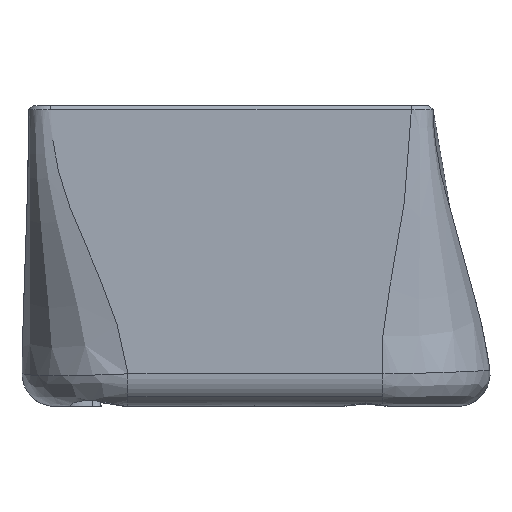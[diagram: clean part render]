
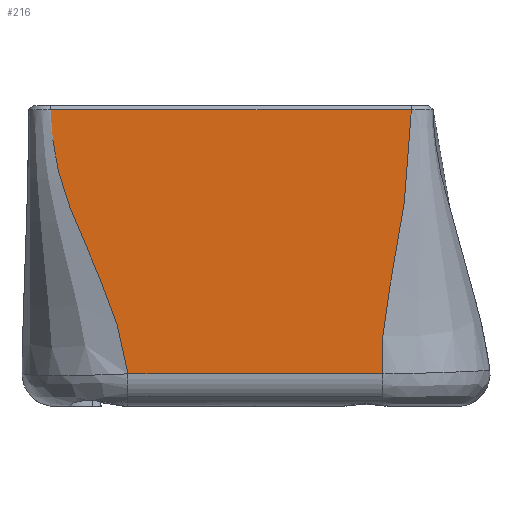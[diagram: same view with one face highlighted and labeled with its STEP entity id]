
A CAD part, left-side view. The second image highlights one B-rep face of the part: STEP entity #216.
In plain terms, the highlighted planar face has unit normal (-1, 0, 0).
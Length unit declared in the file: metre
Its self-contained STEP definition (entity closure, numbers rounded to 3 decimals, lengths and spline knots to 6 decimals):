
#216=ADVANCED_FACE('0:362',(#584),#585,.F.);
#584=FACE_OUTER_BOUND('',#15504,.T.);
#585=PLANE('',#15505);
#15504=EDGE_LOOP('',(#18711,#18712,#18713,#18714));
#15505=AXIS2_PLACEMENT_3D('',#18715,#18716,#18717);
#18711=ORIENTED_EDGE('',*,*,#19257,.F.);
#18712=ORIENTED_EDGE('',*,*,#19256,.F.);
#18713=ORIENTED_EDGE('',*,*,#18957,.F.);
#18714=ORIENTED_EDGE('',*,*,#19258,.F.);
#18715=CARTESIAN_POINT('',(-0.078,-0.0011,-0.117096));
#18716=DIRECTION('',(1.0,0.0,0.0));
#18717=DIRECTION('',(0.0,1.0,0.0));
#18957=EDGE_CURVE('0:698',#19563,#19565,#19566,.T.);
#19256=EDGE_CURVE('0:1307',#19565,#20006,#20008,.T.);
#19257=EDGE_CURVE('0:1310',#20006,#20009,#20010,.T.);
#19258=EDGE_CURVE('0:1313',#20009,#19563,#20011,.T.);
#19563=VERTEX_POINT('',#21607);
#19565=VERTEX_POINT('',#21609);
#19566=LINE('',#21610,#21611);
#20006=VERTEX_POINT('',#23899);
#20008=B_SPLINE_CURVE_WITH_KNOTS('',3,(#23916,#23917,#23918,#23919,#23920,#23921,#23922,#23923,#23924,#23925,#23926,#23927,#23928,#23929,#23930,#23931,#23932,#23933,#23934,#23935),.UNSPECIFIED.,.F.,.F.,(4,2,2,2,2,2,2,2,2,4),(-0.027014,-0.023632,-0.019323,-0.017168,-0.015014,-0.010705,-0.006396,-0.004241,-0.002087,0.),.UNSPECIFIED.);
#20009=VERTEX_POINT('',#23936);
#20010=LINE('',#23937,#23938);
#20011=B_SPLINE_CURVE_WITH_KNOTS('',3,(#23939,#23940,#23941,#23942,#23943,#23944,#23945,#23946,#23947,#23948,#23949,#23950,#23951,#23952,#23953,#23954,#23955,#23956,#23957,#23958,#23959,#23960,#23961,#23962,#23963,#23964),.UNSPECIFIED.,.F.,.F.,(4,2,2,2,2,2,2,2,2,2,2,2,4),(-0.029446,-0.028984,-0.028456,-0.0274,-0.023174,-0.018949,-0.014723,-0.010498,-0.008385,-0.006272,-0.004159,-0.003103,-0.002555),.UNSPECIFIED.);
#21607=CARTESIAN_POINT('',(-0.078,-0.033759,-0.141846));
#21609=CARTESIAN_POINT('',(-0.078,-0.010246,-0.141846));
#21610=CARTESIAN_POINT('',(-0.078,-0.022225,-0.141846));
#21611=VECTOR('',#24231,1.0);
#23899=CARTESIAN_POINT('',(-0.078,-0.003101,-0.117496));
#23916=CARTESIAN_POINT('',(-0.078,-0.010246,-0.141846));
#23917=CARTESIAN_POINT('',(-0.078,-0.010099,-0.140734));
#23918=CARTESIAN_POINT('',(-0.078,-0.009879,-0.139632));
#23919=CARTESIAN_POINT('',(-0.078,-0.009252,-0.137219));
#23920=CARTESIAN_POINT('',(-0.078,-0.008812,-0.13593));
#23921=CARTESIAN_POINT('',(-0.078,-0.008083,-0.134066));
#23922=CARTESIAN_POINT('',(-0.078,-0.007829,-0.133453));
#23923=CARTESIAN_POINT('',(-0.078,-0.007309,-0.132215));
#23924=CARTESIAN_POINT('',(-0.078,-0.007044,-0.131589));
#23925=CARTESIAN_POINT('',(-0.078,-0.006248,-0.129723));
#23926=CARTESIAN_POINT('',(-0.078,-0.005716,-0.128506));
#23927=CARTESIAN_POINT('',(-0.078,-0.00474,-0.126114));
#23928=CARTESIAN_POINT('',(-0.078,-0.004297,-0.124916));
#23929=CARTESIAN_POINT('',(-0.078,-0.00377,-0.122896));
#23930=CARTESIAN_POINT('',(-0.078,-0.003617,-0.122188));
#23931=CARTESIAN_POINT('',(-0.078,-0.003365,-0.120711));
#23932=CARTESIAN_POINT('',(-0.078,-0.003267,-0.119943));
#23933=CARTESIAN_POINT('',(-0.078,-0.003135,-0.118488));
#23934=CARTESIAN_POINT('',(-0.078,-0.0031,-0.117797));
#23935=CARTESIAN_POINT('',(-0.078,-0.0031,-0.117096));
#23936=CARTESIAN_POINT('',(-0.078,-0.036399,-0.117496));
#23937=CARTESIAN_POINT('',(-0.078,-0.0023,-0.117496));
#23938=VECTOR('',#24684,1.0);
#23939=CARTESIAN_POINT('',(-0.078,-0.0364,-0.117096));
#23940=CARTESIAN_POINT('',(-0.078,-0.0364,-0.11725));
#23941=CARTESIAN_POINT('',(-0.078,-0.036399,-0.117404));
#23942=CARTESIAN_POINT('',(-0.078,-0.036397,-0.117735));
#23943=CARTESIAN_POINT('',(-0.078,-0.036395,-0.117911));
#23944=CARTESIAN_POINT('',(-0.078,-0.036386,-0.118439));
#23945=CARTESIAN_POINT('',(-0.078,-0.036377,-0.11879));
#23946=CARTESIAN_POINT('',(-0.078,-0.036319,-0.120542));
#23947=CARTESIAN_POINT('',(-0.078,-0.036225,-0.12192));
#23948=CARTESIAN_POINT('',(-0.078,-0.035954,-0.124627));
#23949=CARTESIAN_POINT('',(-0.078,-0.035774,-0.12595));
#23950=CARTESIAN_POINT('',(-0.078,-0.03536,-0.128542));
#23951=CARTESIAN_POINT('',(-0.078,-0.035126,-0.129812));
#23952=CARTESIAN_POINT('',(-0.078,-0.034666,-0.132324));
#23953=CARTESIAN_POINT('',(-0.078,-0.034442,-0.133565));
#23954=CARTESIAN_POINT('',(-0.078,-0.034157,-0.135404));
#23955=CARTESIAN_POINT('',(-0.078,-0.034066,-0.135998));
#23956=CARTESIAN_POINT('',(-0.078,-0.0339,-0.13714));
#23957=CARTESIAN_POINT('',(-0.078,-0.033825,-0.137688));
#23958=CARTESIAN_POINT('',(-0.078,-0.033726,-0.138853));
#23959=CARTESIAN_POINT('',(-0.078,-0.0337,-0.139457));
#23960=CARTESIAN_POINT('',(-0.078,-0.033711,-0.140498));
#23961=CARTESIAN_POINT('',(-0.078,-0.033722,-0.140866));
#23962=CARTESIAN_POINT('',(-0.078,-0.033743,-0.141443));
#23963=CARTESIAN_POINT('',(-0.078,-0.033751,-0.141642));
#23964=CARTESIAN_POINT('',(-0.078,-0.033759,-0.141846));
#24231=DIRECTION('',(0.0,1.0,0.0));
#24684=DIRECTION('',(0.0,-1.0,0.0));
